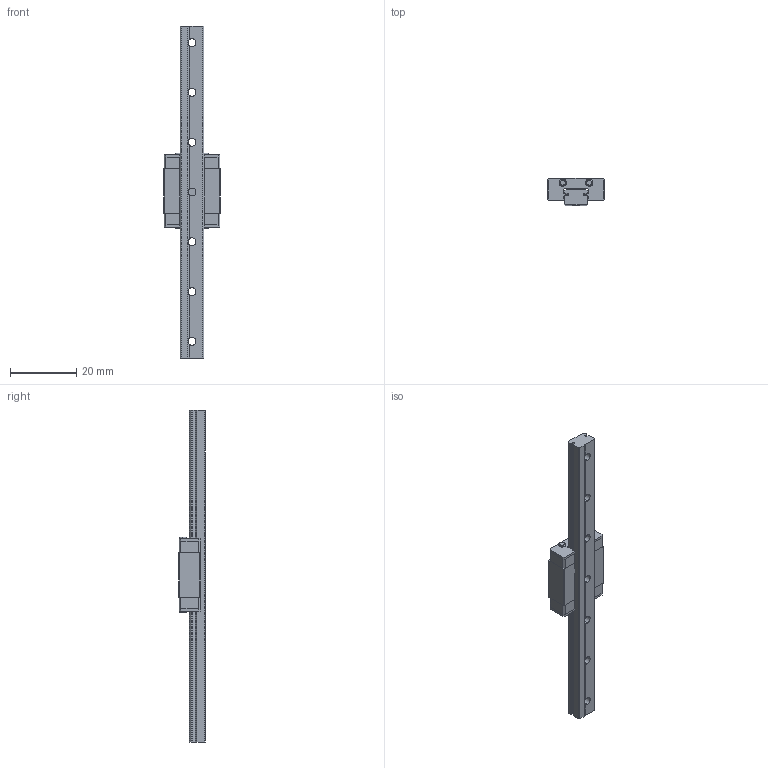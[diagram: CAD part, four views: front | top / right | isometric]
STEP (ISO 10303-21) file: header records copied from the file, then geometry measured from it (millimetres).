
FILE_DESCRIPTION (( 'STEP AP214' ), '1' );
FILE_NAME ('LinearRail-LWL7B-Assy.STEP', '2023-02-22T22:19:13', ( '' ), ( '' ), 'SwSTEP 2.0', 'SolidWorks 2022', '' );
FILE_SCHEMA (( 'AUTOMOTIVE_DESIGN' ));
Length unit declared in the file: millimetre
Products named in the file (3): LinearRail-LWL7B-100mm; LinearRail-LWL7B-Assy; Carriage-LWL7B
Assembly tree (2 placements, depth 2):
  LinearRail-LWL7B-Assy
    Carriage-LWL7B
    LinearRail-LWL7B-100mm
Bounding box: 16.95 x 8.05 x 100 mm (x, y, z)
Volume: 4588 mm3; surface area: 5125.2 mm2
Topology: 10 solids, 10 shells, 245 faces, 659 edges, 430 vertices
Faces by surface type: plane 166, cylinder 63, cone 8, torus 8
Entity records: 8531 total; most frequent: CARTESIAN_POINT 1450, ORIENTED_EDGE 1302, DIRECTION 1293, EDGE_CURVE 651, VECTOR 495, LINE 495, VERTEX_POINT 430, AXIS2_PLACEMENT_3D 399
